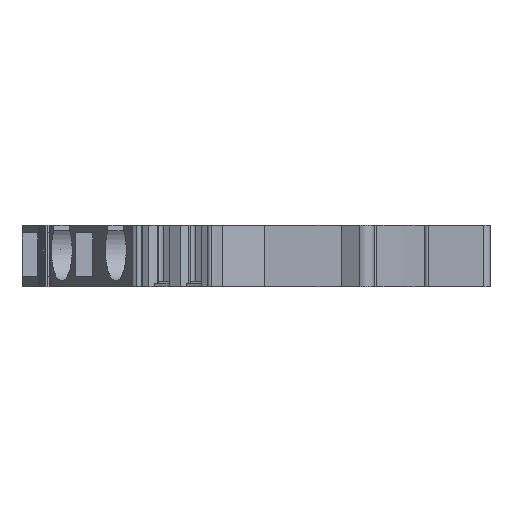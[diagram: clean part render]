
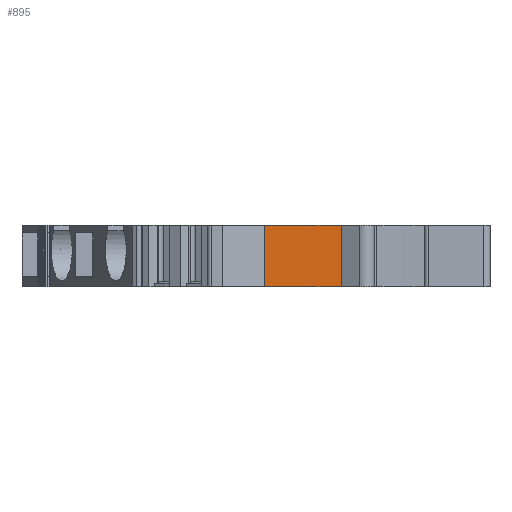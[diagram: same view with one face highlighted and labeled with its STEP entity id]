
A CAD part, left-side view. The second image highlights one B-rep face of the part: STEP entity #895.
In plain terms, the highlighted planar face has unit normal (-1, 0, 0).
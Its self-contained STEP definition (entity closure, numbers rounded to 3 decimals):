
#895=ADVANCED_FACE('',(#1572),#1235,.F.);
#1235=PLANE('',#8940);
#1572=FACE_OUTER_BOUND('',#2000,.T.);
#2000=EDGE_LOOP('',(#3832,#3833,#3834,#3835));
#3832=ORIENTED_EDGE('',*,*,#5641,.T.);
#3833=ORIENTED_EDGE('',*,*,#6432,.F.);
#3834=ORIENTED_EDGE('',*,*,#5968,.F.);
#3835=ORIENTED_EDGE('',*,*,#6433,.T.);
#4800=VERTEX_POINT('',#12138);
#4801=VERTEX_POINT('',#12140);
#5098=VERTEX_POINT('',#12886);
#5099=VERTEX_POINT('',#12888);
#5641=EDGE_CURVE('',#4801,#4800,#6786,.T.);
#5968=EDGE_CURVE('',#5098,#5099,#7004,.T.);
#6432=EDGE_CURVE('',#5099,#4800,#7360,.T.);
#6433=EDGE_CURVE('',#5098,#4801,#7361,.T.);
#6786=LINE('',#12139,#7661);
#7004=LINE('',#12887,#7883);
#7360=LINE('',#14132,#8273);
#7361=LINE('',#14134,#8274);
#7661=VECTOR('',#9467,1.);
#7883=VECTOR('',#9931,1.);
#8273=VECTOR('',#10857,1.);
#8274=VECTOR('',#10860,1.);
#8940=AXIS2_PLACEMENT_3D('',#14135,#10861,#10862);
#9467=DIRECTION('',(0.,-1.,0.));
#9931=DIRECTION('',(0.,-1.,0.));
#10857=DIRECTION('',(0.,0.,-1.));
#10860=DIRECTION('',(0.,0.,-1.));
#10861=DIRECTION('',(1.,0.,0.));
#10862=DIRECTION('',(0.,0.,-1.));
#12138=CARTESIAN_POINT('',(-38.15,-26.254,0.));
#12139=CARTESIAN_POINT('',(-38.15,-19.964,0.));
#12140=CARTESIAN_POINT('',(-38.15,-19.964,0.));
#12886=CARTESIAN_POINT('',(-38.15,-19.964,5.1));
#12887=CARTESIAN_POINT('',(-38.15,-19.964,5.1));
#12888=CARTESIAN_POINT('',(-38.15,-26.254,5.1));
#14132=CARTESIAN_POINT('',(-38.15,-26.254,5.1));
#14134=CARTESIAN_POINT('',(-38.15,-19.964,5.1));
#14135=CARTESIAN_POINT('',(-38.15,-19.964,5.1));
